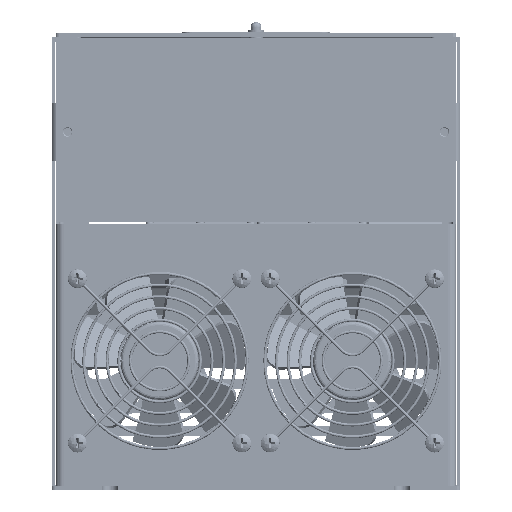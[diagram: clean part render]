
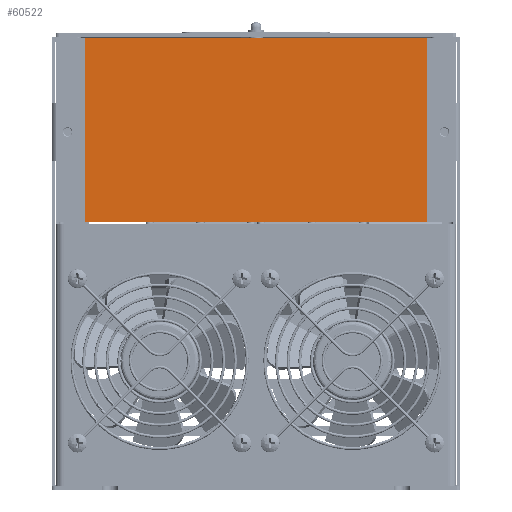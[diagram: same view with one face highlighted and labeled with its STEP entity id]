
A CAD part, front view. The second image highlights one B-rep face of the part: STEP entity #60522.
In plain terms, the highlighted face is planar.
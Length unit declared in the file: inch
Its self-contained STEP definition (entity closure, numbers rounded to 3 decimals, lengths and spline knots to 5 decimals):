
#6781 = DIRECTION ( 'NONE',  ( 0., 0., -1. ) ) ;
#7940 = LINE ( 'NONE', #130327, #178614 ) ;
#9616 = ORIENTED_EDGE ( 'NONE', *, *, #105659, .F. ) ;
#33312 = ORIENTED_EDGE ( 'NONE', *, *, #180534, .F. ) ;
#36929 = FACE_OUTER_BOUND ( 'NONE', #86771, .T. ) ;
#48987 = CARTESIAN_POINT ( 'NONE',  ( 0., 3.15, 0. ) ) ;
#60522 = ADVANCED_FACE ( 'NONE', ( #36929 ), #102746, .F. ) ;
#62771 = VECTOR ( 'NONE', #156405, 39.37008 ) ;
#67168 = CARTESIAN_POINT ( 'NONE',  ( 6.36, 3.15, 0. ) ) ;
#68353 = VERTEX_POINT ( 'NONE', #67168 ) ;
#81836 = EDGE_CURVE ( 'NONE', #110385, #109726, #107243, .T. ) ;
#84238 = DIRECTION ( 'NONE',  ( 0., -1., 0. ) ) ;
#86771 = EDGE_LOOP ( 'NONE', ( #33312, #88567, #9616, #103952 ) ) ;
#88567 = ORIENTED_EDGE ( 'NONE', *, *, #150783, .T. ) ;
#89706 = DIRECTION ( 'NONE',  ( -1., 0., 0. ) ) ;
#90854 = CARTESIAN_POINT ( 'NONE',  ( 0.5, 0., 0. ) ) ;
#95173 = CARTESIAN_POINT ( 'NONE',  ( 0., 0., 0. ) ) ;
#102746 = PLANE ( 'NONE',  #106437 ) ;
#103730 = CARTESIAN_POINT ( 'NONE',  ( 0., 0., 0. ) ) ;
#103952 = ORIENTED_EDGE ( 'NONE', *, *, #81836, .T. ) ;
#105659 = EDGE_CURVE ( 'NONE', #110385, #131469, #7940, .T. ) ;
#106437 = AXIS2_PLACEMENT_3D ( 'NONE', #103730, #6781, #89706 ) ;
#107243 = LINE ( 'NONE', #95173, #62771 ) ;
#109726 = VERTEX_POINT ( 'NONE', #131224 ) ;
#109839 = VECTOR ( 'NONE', #143234, 39.37008 ) ;
#110385 = VERTEX_POINT ( 'NONE', #90854 ) ;
#115246 = DIRECTION ( 'NONE',  ( 0., 1., 0. ) ) ;
#116257 = LINE ( 'NONE', #146433, #196297 ) ;
#130327 = CARTESIAN_POINT ( 'NONE',  ( 0.5, 0., 0. ) ) ;
#131224 = CARTESIAN_POINT ( 'NONE',  ( 6.36, 0., 0. ) ) ;
#131469 = VERTEX_POINT ( 'NONE', #150990 ) ;
#143234 = DIRECTION ( 'NONE',  ( -1., 0., 0. ) ) ;
#146433 = CARTESIAN_POINT ( 'NONE',  ( 6.36, 0., 0. ) ) ;
#150783 = EDGE_CURVE ( 'NONE', #68353, #131469, #189433, .T. ) ;
#150990 = CARTESIAN_POINT ( 'NONE',  ( 0.5, 3.15, 0. ) ) ;
#156405 = DIRECTION ( 'NONE',  ( 1., 0., 0. ) ) ;
#178614 = VECTOR ( 'NONE', #115246, 39.37008 ) ;
#180534 = EDGE_CURVE ( 'NONE', #68353, #109726, #116257, .T. ) ;
#189433 = LINE ( 'NONE', #48987, #109839 ) ;
#196297 = VECTOR ( 'NONE', #84238, 39.37008 ) ;
